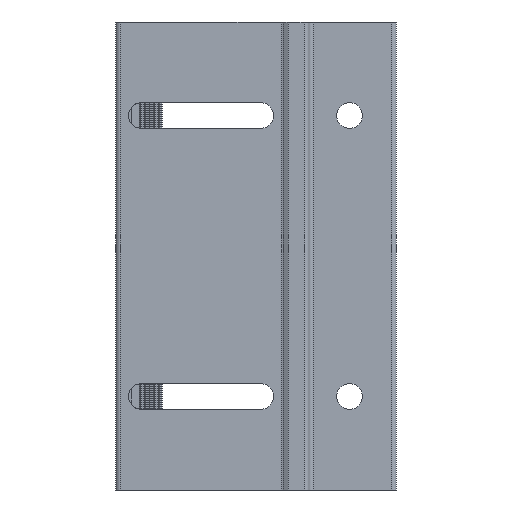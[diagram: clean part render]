
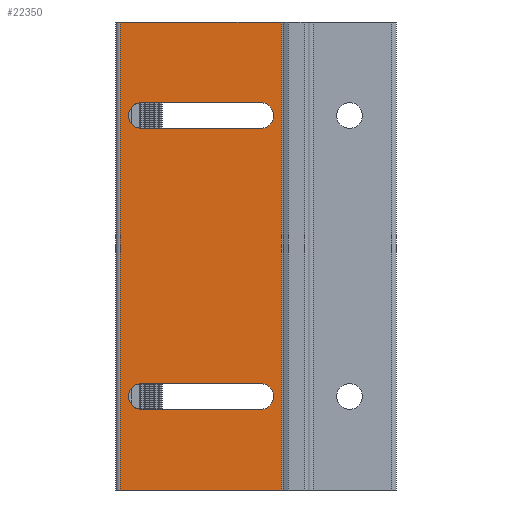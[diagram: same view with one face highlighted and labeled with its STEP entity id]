
A CAD part, front view. The second image highlights one B-rep face of the part: STEP entity #22350.
In plain terms, the highlighted planar face has unit normal (0, -1, 0).
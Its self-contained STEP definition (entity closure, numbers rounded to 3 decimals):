
#83=CARTESIAN_POINT('',(-35.8,0.,-32.75));
#84=VERTEX_POINT('',#83);
#91=CARTESIAN_POINT('',(-10.3,0.,-32.75));
#92=VERTEX_POINT('',#91);
#93=CARTESIAN_POINT('',(-10.3,0.,-32.75));
#94=DIRECTION('',(-1.0,0.0,0.0));
#95=VECTOR('',#94,25.5);
#96=LINE('',#93,#95);
#97=EDGE_CURVE('',#92,#84,#96,.T.);
#140=CARTESIAN_POINT('',(-35.8,0.,-27.25));
#141=VERTEX_POINT('',#140);
#148=CARTESIAN_POINT('',(-35.8,0.,-30.0));
#149=DIRECTION('',(0.0,1.0,0.0));
#150=DIRECTION('',(0.0,0.0,-1.0));
#151=AXIS2_PLACEMENT_3D('',#148,#149,#150);
#152=CIRCLE('',#151,2.75);
#153=EDGE_CURVE('',#84,#141,#152,.T.);
#172=CARTESIAN_POINT('',(-10.3,0.,-27.25));
#173=VERTEX_POINT('',#172);
#180=CARTESIAN_POINT('',(-35.8,0.,-27.25));
#181=DIRECTION('',(1.0,0.0,0.0));
#182=VECTOR('',#181,25.5);
#183=LINE('',#180,#182);
#184=EDGE_CURVE('',#141,#173,#183,.T.);
#203=CARTESIAN_POINT('',(-10.3,0.,-30.0));
#204=DIRECTION('',(0.0,1.0,0.0));
#205=DIRECTION('',(0.0,0.0,1.0));
#206=AXIS2_PLACEMENT_3D('',#203,#204,#205);
#207=CIRCLE('',#206,2.75);
#208=EDGE_CURVE('',#173,#92,#207,.T.);
#8645=CARTESIAN_POINT('',(-10.3,0.,32.75));
#8646=VERTEX_POINT('',#8645);
#8653=CARTESIAN_POINT('',(-35.8,0.,32.75));
#8654=VERTEX_POINT('',#8653);
#8655=CARTESIAN_POINT('',(-35.8,0.,32.75));
#8656=DIRECTION('',(1.0,0.0,0.0));
#8657=VECTOR('',#8656,25.5);
#8658=LINE('',#8655,#8657);
#8659=EDGE_CURVE('',#8654,#8646,#8658,.T.);
#8677=CARTESIAN_POINT('',(-35.8,0.,27.25));
#8678=VERTEX_POINT('',#8677);
#8679=CARTESIAN_POINT('',(-35.8,0.,30.0));
#8680=DIRECTION('',(0.0,1.0,0.0));
#8681=DIRECTION('',(0.0,0.0,1.0));
#8682=AXIS2_PLACEMENT_3D('',#8679,#8680,#8681);
#8683=CIRCLE('',#8682,2.75);
#8684=EDGE_CURVE('',#8678,#8654,#8683,.T.);
#8704=CARTESIAN_POINT('',(-10.3,0.,27.25));
#8705=VERTEX_POINT('',#8704);
#8706=CARTESIAN_POINT('',(-10.3,0.,27.25));
#8707=DIRECTION('',(-1.0,0.0,0.0));
#8708=VECTOR('',#8707,25.5);
#8709=LINE('',#8706,#8708);
#8710=EDGE_CURVE('',#8705,#8678,#8709,.T.);
#8728=CARTESIAN_POINT('',(-10.3,0.,30.0));
#8729=DIRECTION('',(0.0,1.0,0.0));
#8730=DIRECTION('',(0.0,0.0,-1.0));
#8731=AXIS2_PLACEMENT_3D('',#8728,#8729,#8730);
#8732=CIRCLE('',#8731,2.75);
#8733=EDGE_CURVE('',#8646,#8705,#8732,.T.);
#17540=CARTESIAN_POINT('',(-5.9,0.,-50.0));
#17541=VERTEX_POINT('',#17540);
#17549=CARTESIAN_POINT('',(-40.3,0.,-50.0));
#17550=VERTEX_POINT('',#17549);
#17551=CARTESIAN_POINT('',(-40.3,0.,-50.0));
#17552=DIRECTION('',(1.0,0.0,0.0));
#17553=VECTOR('',#17552,34.4);
#17554=LINE('',#17551,#17553);
#17555=EDGE_CURVE('',#17550,#17541,#17554,.T.);
#22295=CARTESIAN_POINT('',(-5.9,0.,50.0));
#22296=VERTEX_POINT('',#22295);
#22304=CARTESIAN_POINT('',(-5.9,0.,50.0));
#22305=DIRECTION('',(0.0,0.0,-1.0));
#22306=VECTOR('',#22305,100.0);
#22307=LINE('',#22304,#22306);
#22308=EDGE_CURVE('',#22296,#17541,#22307,.T.);
#22315=CARTESIAN_POINT('',(-5.9,0.,0.0));
#22316=DIRECTION('',(0.0,-1.0,0.0));
#22317=DIRECTION('',(0.0,0.0,-1.0));
#22318=AXIS2_PLACEMENT_3D('',#22315,#22316,#22317);
#22319=PLANE('',#22318);
#22320=CARTESIAN_POINT('',(-40.3,0.,50.0));
#22321=VERTEX_POINT('',#22320);
#22322=CARTESIAN_POINT('',(-5.9,0.,50.0));
#22323=DIRECTION('',(-1.0,0.0,0.0));
#22324=VECTOR('',#22323,34.4);
#22325=LINE('',#22322,#22324);
#22326=EDGE_CURVE('',#22296,#22321,#22325,.T.);
#22327=ORIENTED_EDGE('',*,*,#22326,.T.);
#22328=CARTESIAN_POINT('',(-40.3,0.,50.0));
#22329=DIRECTION('',(0.0,0.0,-1.0));
#22330=VECTOR('',#22329,100.0);
#22331=LINE('',#22328,#22330);
#22332=EDGE_CURVE('',#22321,#17550,#22331,.T.);
#22333=ORIENTED_EDGE('',*,*,#22332,.T.);
#22334=ORIENTED_EDGE('',*,*,#17555,.T.);
#22335=ORIENTED_EDGE('',*,*,#22308,.F.);
#22336=EDGE_LOOP('',(#22327,#22333,#22334,#22335));
#22337=FACE_OUTER_BOUND('',#22336,.T.);
#22338=ORIENTED_EDGE('',*,*,#97,.T.);
#22339=ORIENTED_EDGE('',*,*,#153,.T.);
#22340=ORIENTED_EDGE('',*,*,#184,.T.);
#22341=ORIENTED_EDGE('',*,*,#208,.T.);
#22342=EDGE_LOOP('',(#22338,#22339,#22340,#22341));
#22343=FACE_BOUND('',#22342,.T.);
#22344=ORIENTED_EDGE('',*,*,#8659,.T.);
#22345=ORIENTED_EDGE('',*,*,#8733,.T.);
#22346=ORIENTED_EDGE('',*,*,#8710,.T.);
#22347=ORIENTED_EDGE('',*,*,#8684,.T.);
#22348=EDGE_LOOP('',(#22344,#22345,#22346,#22347));
#22349=FACE_BOUND('',#22348,.T.);
#22350=ADVANCED_FACE('',(#22337,#22343,#22349),#22319,.T.);
